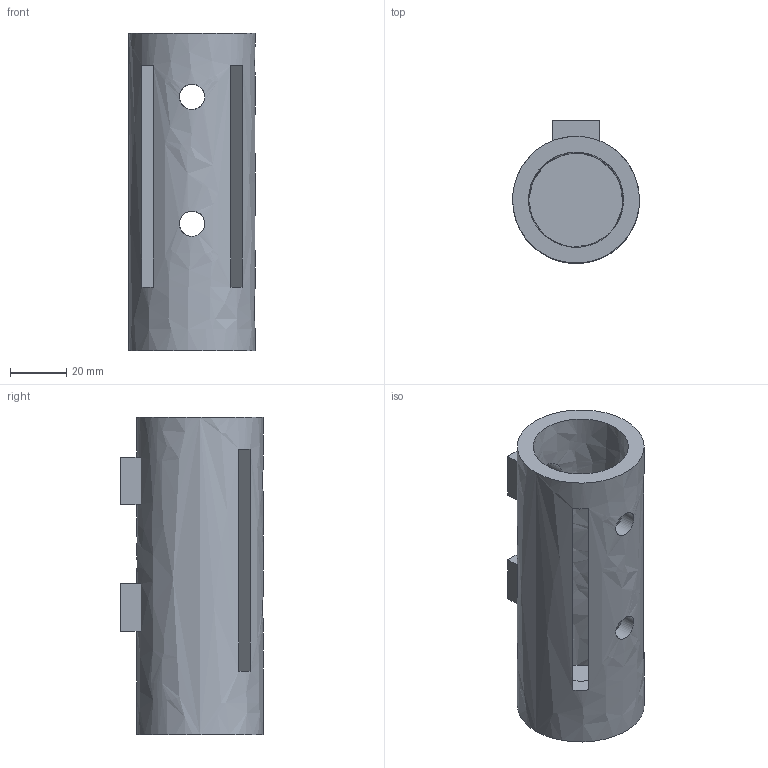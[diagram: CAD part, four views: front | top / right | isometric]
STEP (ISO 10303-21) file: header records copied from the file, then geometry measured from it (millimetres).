
FILE_DESCRIPTION(('FreeCAD Model'),'2;1');
FILE_NAME('Open CASCADE Shape Model','2025-05-04T20:35:34',('FreeCAD'),( 'FreeCAD'),'Open CASCADE STEP processor 7.6','FreeCAD','Unknown');
FILE_SCHEMA(('AUTOMOTIVE_DESIGN { 1 0 10303 214 1 1 1 1 }'));
Length unit declared in the file: millimetre
Products named in the file (1): Open CASCADE STEP translator 7.6 1
Bounding box: 45.12 x 50.79 x 112.87 mm (x, y, z)
Volume: 80523.3 mm3; surface area: 32294.4 mm2
Topology: 1 solids, 1 shells, 31 faces, 78 edges, 54 vertices
Faces by surface type: bspline 31
Entity records: 1212 total; most frequent: CARTESIAN_POINT 701, ORIENTED_EDGE 156, EDGE_CURVE 78, B_SPLINE_CURVE_WITH_KNOTS 56, VERTEX_POINT 54, FACE_BOUND 48, EDGE_LOOP 48, ADVANCED_FACE 31
